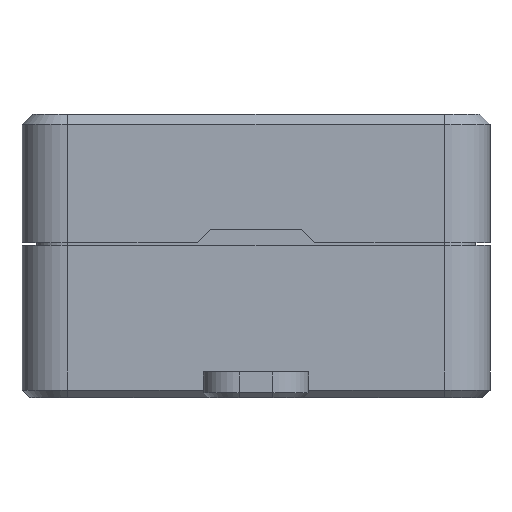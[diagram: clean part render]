
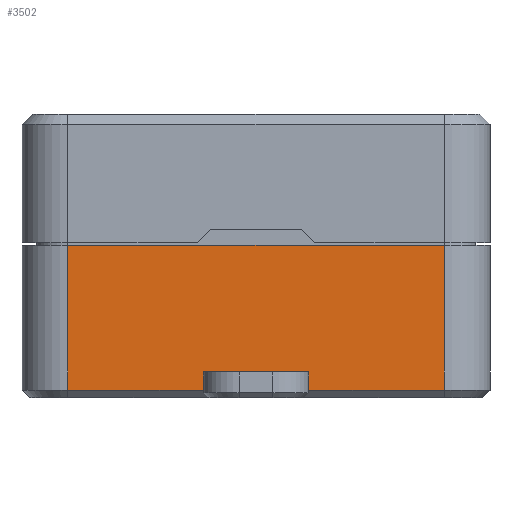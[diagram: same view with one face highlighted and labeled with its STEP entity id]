
A CAD part, left-side view. The second image highlights one B-rep face of the part: STEP entity #3502.
In plain terms, the highlighted planar face has unit normal (-1, 0, 0).
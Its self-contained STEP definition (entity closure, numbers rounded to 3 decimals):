
#130=LINE('',#5005,#522);
#235=LINE('',#5304,#627);
#244=LINE('',#5328,#636);
#248=LINE('',#5338,#640);
#258=LINE('',#5368,#650);
#277=LINE('',#5422,#669);
#312=LINE('',#5500,#704);
#313=LINE('',#5502,#705);
#522=VECTOR('',#3969,10.);
#627=VECTOR('',#4250,10.);
#636=VECTOR('',#4271,10.);
#640=VECTOR('',#4281,10.);
#650=VECTOR('',#4309,10.);
#669=VECTOR('',#4362,10.);
#704=VECTOR('',#4457,10.);
#705=VECTOR('',#4460,10.);
#956=PLANE('',#3774);
#1123=FACE_OUTER_BOUND('',#1326,.T.);
#1326=EDGE_LOOP('',(#2925,#2926,#2927,#2928,#2929,#2930,#2931,#2932));
#1580=VERTEX_POINT('',#5002);
#1581=VERTEX_POINT('',#5004);
#1670=VERTEX_POINT('',#5301);
#1671=VERTEX_POINT('',#5303);
#1680=VERTEX_POINT('',#5327);
#1683=VERTEX_POINT('',#5336);
#1694=VERTEX_POINT('',#5366);
#1711=VERTEX_POINT('',#5416);
#1915=EDGE_CURVE('',#1581,#1580,#130,.T.);
#2053=EDGE_CURVE('',#1671,#1670,#235,.T.);
#2065=EDGE_CURVE('',#1680,#1671,#244,.T.);
#2070=EDGE_CURVE('',#1670,#1683,#248,.T.);
#2085=EDGE_CURVE('',#1694,#1683,#258,.T.);
#2112=EDGE_CURVE('',#1680,#1711,#277,.T.);
#2153=EDGE_CURVE('',#1711,#1580,#312,.T.);
#2154=EDGE_CURVE('',#1581,#1694,#313,.T.);
#2925=ORIENTED_EDGE('',*,*,#2153,.F.);
#2926=ORIENTED_EDGE('',*,*,#2112,.F.);
#2927=ORIENTED_EDGE('',*,*,#2065,.T.);
#2928=ORIENTED_EDGE('',*,*,#2053,.T.);
#2929=ORIENTED_EDGE('',*,*,#2070,.T.);
#2930=ORIENTED_EDGE('',*,*,#2085,.F.);
#2931=ORIENTED_EDGE('',*,*,#2154,.F.);
#2932=ORIENTED_EDGE('',*,*,#1915,.T.);
#3502=ADVANCED_FACE('',(#1123),#956,.T.);
#3774=AXIS2_PLACEMENT_3D('',#5501,#4458,#4459);
#3969=DIRECTION('',(0.,1.,0.));
#4250=DIRECTION('',(0.,-1.,0.));
#4271=DIRECTION('',(0.,0.,1.));
#4281=DIRECTION('',(0.,0.,-1.));
#4309=DIRECTION('',(0.,1.,0.));
#4362=DIRECTION('',(0.,1.,0.));
#4457=DIRECTION('',(0.,0.,1.));
#4458=DIRECTION('center_axis',(-1.,0.,0.));
#4459=DIRECTION('ref_axis',(0.,-1.,0.));
#4460=DIRECTION('',(0.,0.,-1.));
#5002=CARTESIAN_POINT('',(120.72,-95.15,7.51));
#5004=CARTESIAN_POINT('',(120.72,-124.02,7.51));
#5005=CARTESIAN_POINT('',(120.72,-100.617,7.51));
#5301=CARTESIAN_POINT('',(120.72,-113.635,-2.2));
#5303=CARTESIAN_POINT('',(120.72,-105.535,-2.2));
#5304=CARTESIAN_POINT('',(120.72,-100.617,-2.2));
#5327=CARTESIAN_POINT('',(120.72,-105.535,-3.6));
#5328=CARTESIAN_POINT('',(120.72,-105.535,-2.1));
#5336=CARTESIAN_POINT('',(120.72,-113.635,-3.6));
#5338=CARTESIAN_POINT('',(120.72,-113.635,-2.1));
#5366=CARTESIAN_POINT('',(120.72,-124.02,-3.6));
#5368=CARTESIAN_POINT('',(120.72,-100.617,-3.6));
#5416=CARTESIAN_POINT('',(120.72,-95.15,-3.6));
#5422=CARTESIAN_POINT('',(120.72,-100.617,-3.6));
#5500=CARTESIAN_POINT('',(120.72,-95.15,0.));
#5501=CARTESIAN_POINT('Origin',(120.72,-91.65,0.));
#5502=CARTESIAN_POINT('',(120.72,-124.02,0.));
